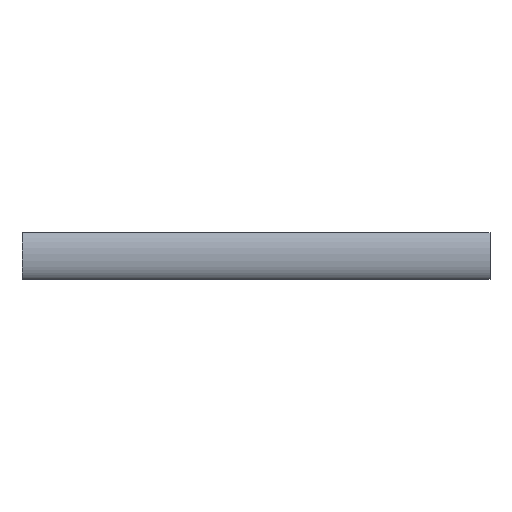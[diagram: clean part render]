
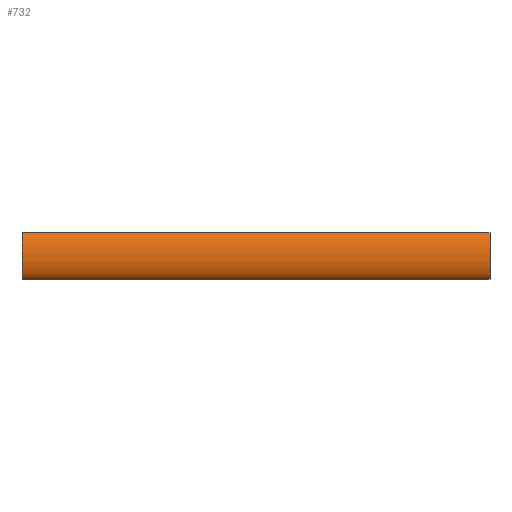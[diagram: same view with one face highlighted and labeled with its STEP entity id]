
A CAD part, left-side view. The second image highlights one B-rep face of the part: STEP entity #732.
In plain terms, the highlighted free-form (B-spline) face has degree [3, 1] with [4, 2] control points.
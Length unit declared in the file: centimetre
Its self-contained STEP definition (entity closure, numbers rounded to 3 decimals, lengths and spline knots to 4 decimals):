
#8 = DIRECTION ( 'NONE',  ( 0., -1., 0. ) ) ;
#21 = CARTESIAN_POINT ( 'NONE',  ( -3.4, 20., 1. ) ) ;
#27 =( BOUNDED_CURVE ( )  B_SPLINE_CURVE ( 3, ( #1518, #2171, #1687, #1191 ),
 .UNSPECIFIED., .F., .F. ) 
 B_SPLINE_CURVE_WITH_KNOTS ( ( 4, 4 ),
 ( 3.1416, 6.2832 ),
 .UNSPECIFIED. ) 
 CURVE ( )  GEOMETRIC_REPRESENTATION_ITEM ( )  RATIONAL_B_SPLINE_CURVE ( ( 1., 0.333, 0.333, 1. ) ) 
 REPRESENTATION_ITEM ( '' )  );
#106 = CARTESIAN_POINT ( 'NONE',  ( -3.4, 0., 1. ) ) ;
#164 = VERTEX_POINT ( 'NONE', #394 ) ;
#319 = ORIENTED_EDGE ( 'NONE', *, *, #1795, .F. ) ;
#328 = ORIENTED_EDGE ( 'NONE', *, *, #330, .T. ) ;
#330 = EDGE_CURVE ( 'NONE', #1193, #871, #27, .T. ) ;
#345 = EDGE_CURVE ( 'NONE', #1519, #1193, #1678, .T. ) ;
#394 = CARTESIAN_POINT ( 'NONE',  ( -3.4, 20., 1. ) ) ;
#415 = EDGE_CURVE ( 'NONE', #164, #871, #892, .T. ) ;
#459 = VECTOR ( 'NONE', #8, 100. ) ;
#522 = CARTESIAN_POINT ( 'NONE',  ( -4.2, 20., 1. ) ) ;
#536 = FACE_OUTER_BOUND ( 'NONE', #999, .T. ) ;
#671 = DIRECTION ( 'NONE',  ( 0., -1., 0. ) ) ;
#684 = CARTESIAN_POINT ( 'NONE',  ( -3.4, 0., 1. ) ) ;
#732 = ADVANCED_FACE ( 'NONE', ( #536 ), #1154, .F. ) ;
#848 = CARTESIAN_POINT ( 'NONE',  ( -3.4, 20., -1. ) ) ;
#870 = CARTESIAN_POINT ( 'NONE',  ( -3.4, 0., -1. ) ) ;
#871 = VERTEX_POINT ( 'NONE', #106 ) ;
#882 = ORIENTED_EDGE ( 'NONE', *, *, #345, .T. ) ;
#892 = LINE ( 'NONE', #1705, #459 ) ;
#941 = CARTESIAN_POINT ( 'NONE',  ( -4.2, 20., 1. ) ) ;
#999 = EDGE_LOOP ( 'NONE', ( #319, #882, #328, #1874 ) ) ;
#1110 = VECTOR ( 'NONE', #671, 100. ) ;
#1154 =( BOUNDED_SURFACE ( )  B_SPLINE_SURFACE ( 3, 1, ( 
 ( #1855, #870 ),
 ( #1539, #1210 ),
 ( #522, #1410 ),
 ( #21, #684 ) ),
 .UNSPECIFIED., .F., .F., .T. ) 
 B_SPLINE_SURFACE_WITH_KNOTS ( ( 4, 4 ),
 ( 2, 2 ),
 ( 0., 1. ),
 ( 0., 1. ),
 .UNSPECIFIED. ) 
 GEOMETRIC_REPRESENTATION_ITEM ( )  RATIONAL_B_SPLINE_SURFACE ( (
 ( 1., 1.),
 ( 0.333, 0.333),
 ( 0.333, 0.333),
 ( 1., 1.) ) ) 
 REPRESENTATION_ITEM ( '' )  SURFACE ( )  );
#1166 = CARTESIAN_POINT ( 'NONE',  ( -3.4, 0., -1. ) ) ;
#1191 = CARTESIAN_POINT ( 'NONE',  ( -3.4, 0., 1. ) ) ;
#1193 = VERTEX_POINT ( 'NONE', #1166 ) ;
#1210 = CARTESIAN_POINT ( 'NONE',  ( -4.2, 0., -1. ) ) ;
#1362 =( BOUNDED_CURVE ( )  B_SPLINE_CURVE ( 3, ( #1479, #1630, #941, #1961 ),
 .UNSPECIFIED., .F., .F. ) 
 B_SPLINE_CURVE_WITH_KNOTS ( ( 4, 4 ),
 ( 3.1416, 6.2832 ),
 .UNSPECIFIED. ) 
 CURVE ( )  GEOMETRIC_REPRESENTATION_ITEM ( )  RATIONAL_B_SPLINE_CURVE ( ( 1., 0.333, 0.333, 1. ) ) 
 REPRESENTATION_ITEM ( '' )  );
#1410 = CARTESIAN_POINT ( 'NONE',  ( -4.2, 0., 1. ) ) ;
#1479 = CARTESIAN_POINT ( 'NONE',  ( -3.4, 20., -1. ) ) ;
#1518 = CARTESIAN_POINT ( 'NONE',  ( -3.4, 0., -1. ) ) ;
#1519 = VERTEX_POINT ( 'NONE', #1965 ) ;
#1539 = CARTESIAN_POINT ( 'NONE',  ( -4.2, 20., -1. ) ) ;
#1630 = CARTESIAN_POINT ( 'NONE',  ( -4.2, 20., -1. ) ) ;
#1678 = LINE ( 'NONE', #848, #1110 ) ;
#1687 = CARTESIAN_POINT ( 'NONE',  ( -4.2, 0., 1. ) ) ;
#1705 = CARTESIAN_POINT ( 'NONE',  ( -3.4, 20., 1. ) ) ;
#1795 = EDGE_CURVE ( 'NONE', #1519, #164, #1362, .T. ) ;
#1855 = CARTESIAN_POINT ( 'NONE',  ( -3.4, 20., -1. ) ) ;
#1874 = ORIENTED_EDGE ( 'NONE', *, *, #415, .F. ) ;
#1961 = CARTESIAN_POINT ( 'NONE',  ( -3.4, 20., 1. ) ) ;
#1965 = CARTESIAN_POINT ( 'NONE',  ( -3.4, 20., -1. ) ) ;
#2171 = CARTESIAN_POINT ( 'NONE',  ( -4.2, 0., -1. ) ) ;
